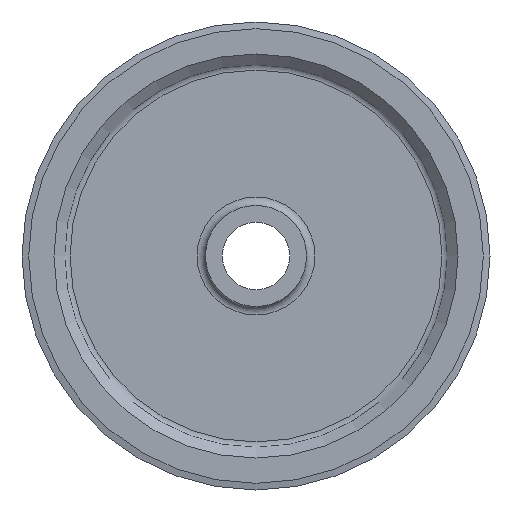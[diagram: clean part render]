
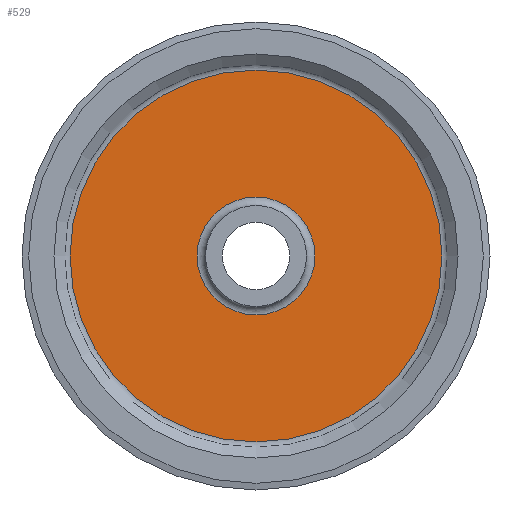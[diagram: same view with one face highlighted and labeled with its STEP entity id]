
A CAD part, left-side view. The second image highlights one B-rep face of the part: STEP entity #529.
In plain terms, the highlighted planar face has unit normal (-1, 0, 0).
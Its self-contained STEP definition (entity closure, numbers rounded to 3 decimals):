
#32 = FACE_OUTER_BOUND ( 'NONE', #584, .T. ) ;
#34 = CARTESIAN_POINT ( 'NONE',  ( 13., 0., 70. ) ) ;
#74 = VERTEX_POINT ( 'NONE', #34 ) ;
#217 = PLANE ( 'NONE',  #290 ) ;
#223 = DIRECTION ( 'NONE',  ( 1., 0., 0. ) ) ;
#243 = CARTESIAN_POINT ( 'NONE',  ( 13., 0., 0. ) ) ;
#246 = CARTESIAN_POINT ( 'NONE',  ( 13., 0., 0. ) ) ;
#271 = CARTESIAN_POINT ( 'NONE',  ( 13., 70., 0. ) ) ;
#274 = AXIS2_PLACEMENT_3D ( 'NONE', #243, #389, #534 ) ;
#290 = AXIS2_PLACEMENT_3D ( 'NONE', #271, #223, #406 ) ;
#309 = AXIS2_PLACEMENT_3D ( 'NONE', #246, #527, #518 ) ;
#387 = ORIENTED_EDGE ( 'NONE', *, *, #595, .F. ) ;
#389 = DIRECTION ( 'NONE',  ( -1., 0., 0. ) ) ;
#395 = ORIENTED_EDGE ( 'NONE', *, *, #565, .T. ) ;
#396 = CARTESIAN_POINT ( 'NONE',  ( 13., 0., 220.868 ) ) ;
#406 = DIRECTION ( 'NONE',  ( 0., 0., -1. ) ) ;
#407 = EDGE_LOOP ( 'NONE', ( #387 ) ) ;
#423 = FACE_BOUND ( 'NONE', #407, .T. ) ;
#451 = VERTEX_POINT ( 'NONE', #396 ) ;
#518 = DIRECTION ( 'NONE',  ( 0., 0., 1. ) ) ;
#527 = DIRECTION ( 'NONE',  ( -1., 0., 0. ) ) ;
#529 = ADVANCED_FACE ( 'NONE', ( #423, #32 ), #217, .F. ) ;
#534 = DIRECTION ( 'NONE',  ( 0., 0., 1. ) ) ;
#565 = EDGE_CURVE ( 'NONE', #451, #451, #604, .T. ) ;
#566 = CIRCLE ( 'NONE', #309, 70. ) ;
#584 = EDGE_LOOP ( 'NONE', ( #395 ) ) ;
#595 = EDGE_CURVE ( 'NONE', #74, #74, #566, .T. ) ;
#604 = CIRCLE ( 'NONE', #274, 220.868 ) ;
